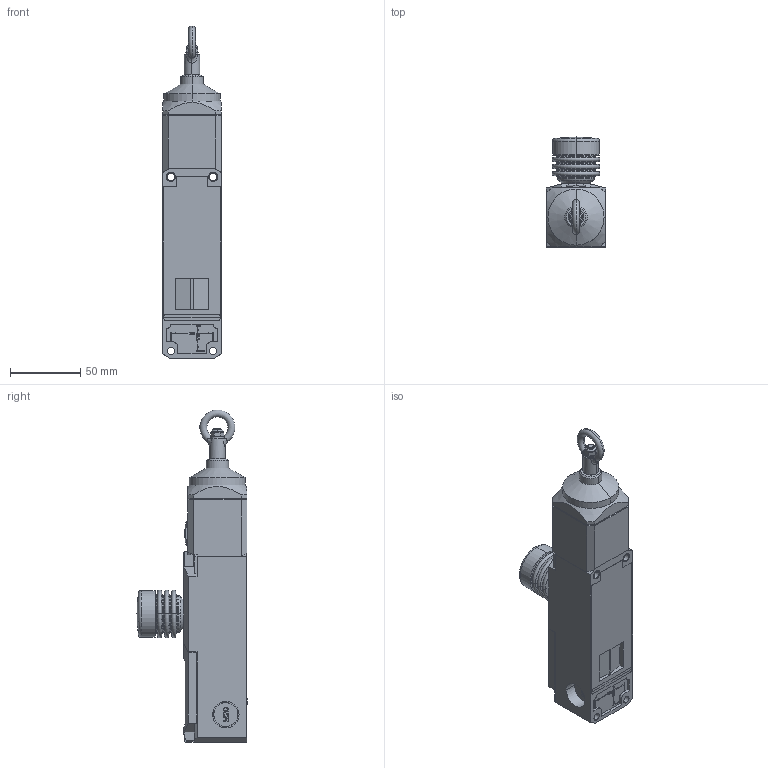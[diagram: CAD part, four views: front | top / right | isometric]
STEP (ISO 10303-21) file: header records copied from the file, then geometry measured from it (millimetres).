
FILE_DESCRIPTION((''),'2;1');
FILE_NAME('6011621030_SW0001','2007-05-31T',('K.Falk'),(''),'PRO/ENGINEER BY PARAMETRIC TECHNOLOGY CORPORATION, 2005070','PRO/ENGINEER BY PARAMETRIC TECHNOLOGY CORPORATION, 2005070','');
FILE_SCHEMA(('AUTOMOTIVE_DESIGN_CC2 { 1 2 10303 214 -1 1 5 2 }'));
Length unit declared in the file: millimetre
Products named in the file (1): 6011621030_SW0001
Bounding box: 42.5 x 78.4 x 236.57 mm (x, y, z)
Surface area: 56591.8 mm2 (no closed solid volume)
Topology: 0 solids, 53 shells, 489 faces, 2339 edges, 1861 vertices
Faces by surface type: plane 306, cylinder 75, cone 50, torus 42, sphere 8, bspline 8
Entity records: 35942 total; most frequent: CARTESIAN_POINT 5803, DIRECTION 3584, ORIENTED_EDGE 3318, PRESENTATION_STYLE_ASSIGNMENT 2833, STYLED_ITEM 2344, CURVE_STYLE 2325, EDGE_CURVE 2325, VERTEX_POINT 1865
